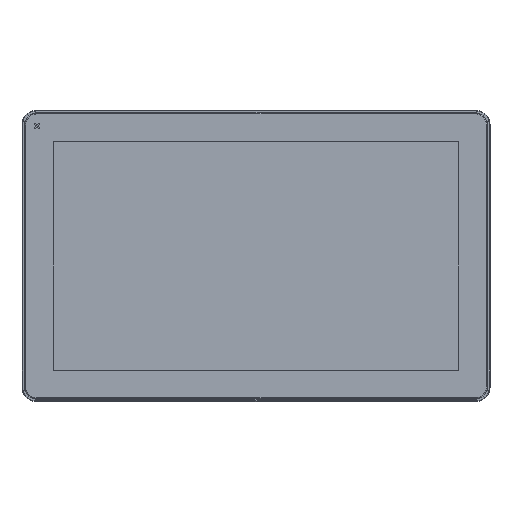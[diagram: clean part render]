
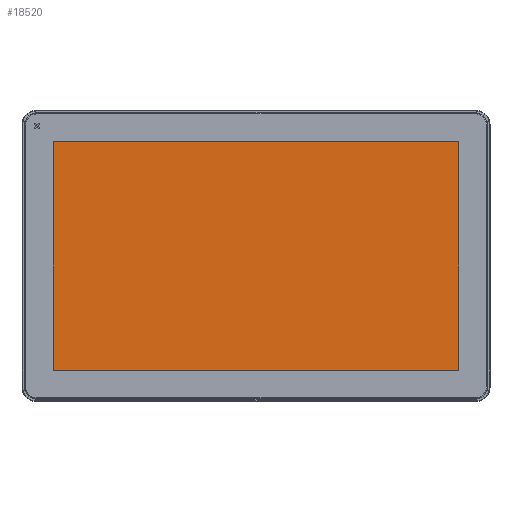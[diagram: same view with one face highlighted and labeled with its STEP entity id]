
A CAD part, top view. The second image highlights one B-rep face of the part: STEP entity #18520.
In plain terms, the highlighted planar face has unit normal (0, 0, 1).
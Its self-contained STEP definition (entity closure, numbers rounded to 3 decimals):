
#524 = VERTEX_POINT ( 'NONE', #29840 ) ;
#1635 = ORIENTED_EDGE ( 'NONE', *, *, #20933, .T. ) ;
#2048 = LINE ( 'NONE', #24482, #22743 ) ;
#2218 = DIRECTION ( 'NONE',  ( 1., 0., 0. ) ) ;
#2494 = CARTESIAN_POINT ( 'NONE',  ( 6798.622, -3834.055, 117.717 ) ) ;
#2820 = LINE ( 'NONE', #2494, #24754 ) ;
#3429 = EDGE_CURVE ( 'NONE', #28113, #31806, #32419, .T. ) ;
#3591 = EDGE_CURVE ( 'NONE', #31806, #524, #2048, .T. ) ;
#3665 = PLANE ( 'NONE',  #15872 ) ;
#5354 = LINE ( 'NONE', #13442, #16380 ) ;
#6462 = DIRECTION ( 'NONE',  ( 0., 0., 1. ) ) ;
#10386 = DIRECTION ( 'NONE',  ( 0., 1., 0. ) ) ;
#13442 = CARTESIAN_POINT ( 'NONE',  ( 6798.622, 3834.055, 117.717 ) ) ;
#14196 = FACE_OUTER_BOUND ( 'NONE', #21824, .T. ) ;
#14262 = CARTESIAN_POINT ( 'NONE',  ( -6798.622, -3834.055, 117.717 ) ) ;
#15872 = AXIS2_PLACEMENT_3D ( 'NONE', #24262, #6462, #16522 ) ;
#16380 = VECTOR ( 'NONE', #23490, 39370.079 ) ;
#16522 = DIRECTION ( 'NONE',  ( 1., 0., 0. ) ) ;
#18520 = ADVANCED_FACE ( 'NONE', ( #14196 ), #3665, .T. ) ;
#18574 = ORIENTED_EDGE ( 'NONE', *, *, #3429, .T. ) ;
#19307 = VERTEX_POINT ( 'NONE', #24723 ) ;
#19689 = CARTESIAN_POINT ( 'NONE',  ( -6798.622, -3834.055, 117.717 ) ) ;
#20678 = ORIENTED_EDGE ( 'NONE', *, *, #3591, .T. ) ;
#20685 = CARTESIAN_POINT ( 'NONE',  ( -6798.622, 3834.055, 117.717 ) ) ;
#20933 = EDGE_CURVE ( 'NONE', #524, #19307, #2820, .T. ) ;
#21824 = EDGE_LOOP ( 'NONE', ( #18574, #20678, #1635, #26100 ) ) ;
#22743 = VECTOR ( 'NONE', #2218, 39370.079 ) ;
#23490 = DIRECTION ( 'NONE',  ( -1., 0., 0. ) ) ;
#24262 = CARTESIAN_POINT ( 'NONE',  ( 0., 0., 117.717 ) ) ;
#24482 = CARTESIAN_POINT ( 'NONE',  ( 6798.622, -3834.055, 117.717 ) ) ;
#24723 = CARTESIAN_POINT ( 'NONE',  ( 6798.622, 3834.055, 117.717 ) ) ;
#24754 = VECTOR ( 'NONE', #10386, 39370.079 ) ;
#24886 = VECTOR ( 'NONE', #29934, 39370.079 ) ;
#26100 = ORIENTED_EDGE ( 'NONE', *, *, #27985, .T. ) ;
#27985 = EDGE_CURVE ( 'NONE', #19307, #28113, #5354, .T. ) ;
#28113 = VERTEX_POINT ( 'NONE', #20685 ) ;
#29840 = CARTESIAN_POINT ( 'NONE',  ( 6798.622, -3834.055, 117.717 ) ) ;
#29934 = DIRECTION ( 'NONE',  ( 0., -1., 0. ) ) ;
#31806 = VERTEX_POINT ( 'NONE', #14262 ) ;
#32419 = LINE ( 'NONE', #19689, #24886 ) ;
